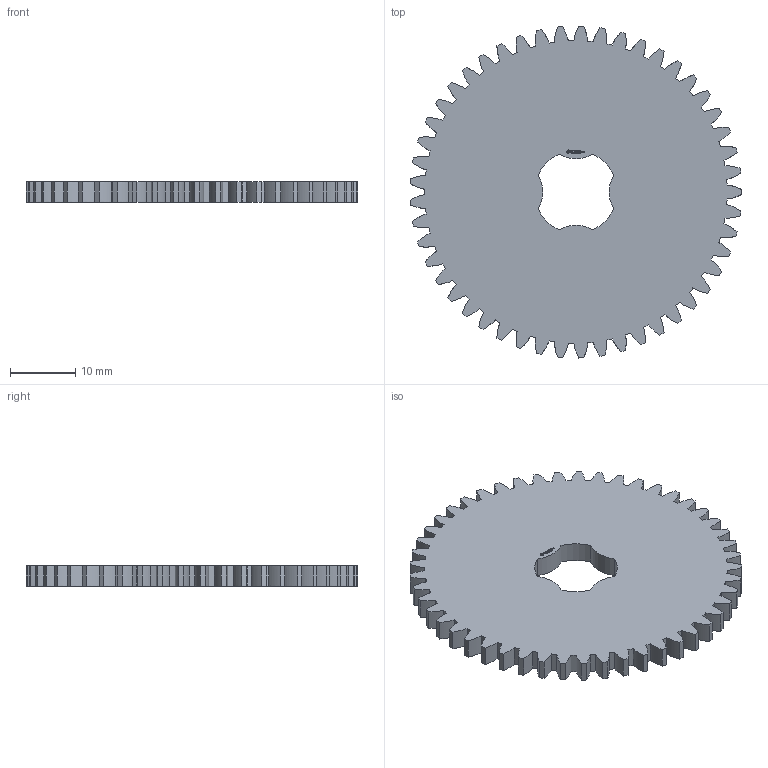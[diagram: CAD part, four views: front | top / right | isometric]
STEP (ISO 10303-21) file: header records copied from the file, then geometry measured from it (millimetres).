
FILE_DESCRIPTION(('FreeCAD Model'),'2;1');
FILE_NAME('Open CASCADE Shape Model','2024-03-10T18:05:14',(''),(''), 'Open CASCADE STEP processor 7.6','FreeCAD','Unknown');
FILE_SCHEMA(('AUTOMOTIVE_DESIGN { 1 0 10303 214 1 1 1 1 }'));
Products named in the file (1): Gear Wheel PLN TTH49 BU00.25 SFT-SHD - SPN-GWH-0173 (stemfie.org)
Bounding box: 50.97 x 50.99 x 3.12 mm (x, y, z)
Volume: 5511.5 mm3; surface area: 4631.3 mm2
Topology: 1 solids, 1 shells, 658 faces, 1881 edges, 1254 vertices
Faces by surface type: plane 326, extrusion 324, cylinder 8
Entity records: 59587 total; most frequent: CARTESIAN_POINT 19626, DIRECTION 5357, VECTOR 4639, LINE 4315, ORIENTED_EDGE 3762, PCURVE 3762, DEFINITIONAL_REPRESENTATION 3762, EDGE_CURVE 1881
